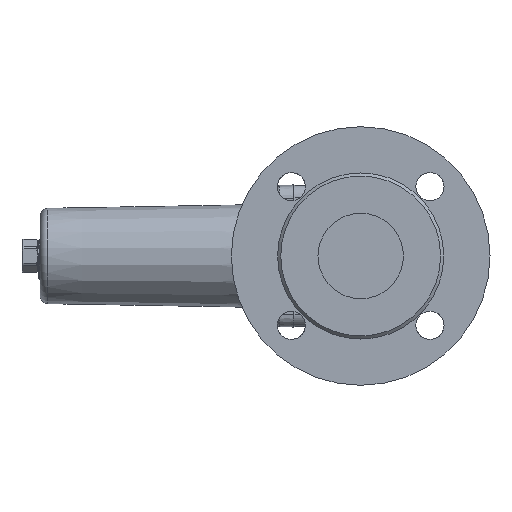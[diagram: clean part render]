
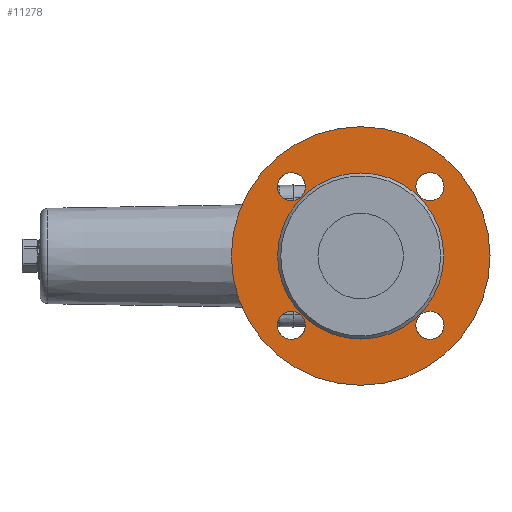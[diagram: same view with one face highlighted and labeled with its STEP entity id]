
A CAD part, left-side view. The second image highlights one B-rep face of the part: STEP entity #11278.
In plain terms, the highlighted planar face has unit normal (-1, 0, 0).
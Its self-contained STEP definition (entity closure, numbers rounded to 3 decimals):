
#357=FACE_BOUND('',#2959,.T.);
#358=FACE_BOUND('',#2960,.T.);
#359=FACE_BOUND('',#2961,.T.);
#360=FACE_BOUND('',#2962,.T.);
#361=FACE_BOUND('',#2963,.T.);
#416=PLANE('',#12072);
#1753=CIRCLE('',#12025,9.);
#1754=CIRCLE('',#12027,9.);
#1755=CIRCLE('',#12029,9.);
#1756=CIRCLE('',#12031,9.);
#1758=CIRCLE('',#12034,82.5);
#1776=CIRCLE('',#12071,53.);
#2227=FACE_OUTER_BOUND('',#2958,.T.);
#2958=EDGE_LOOP('',(#7526));
#2959=EDGE_LOOP('',(#7527));
#2960=EDGE_LOOP('',(#7528));
#2961=EDGE_LOOP('',(#7529));
#2962=EDGE_LOOP('',(#7530));
#2963=EDGE_LOOP('',(#7531));
#4428=VERTEX_POINT('',#18232);
#4431=VERTEX_POINT('',#18276);
#4434=VERTEX_POINT('',#18320);
#4437=VERTEX_POINT('',#18364);
#4442=VERTEX_POINT('',#18411);
#4473=VERTEX_POINT('',#18751);
#5596=EDGE_CURVE('',#4428,#4428,#1753,.T.);
#5600=EDGE_CURVE('',#4431,#4431,#1754,.T.);
#5604=EDGE_CURVE('',#4434,#4434,#1755,.T.);
#5608=EDGE_CURVE('',#4437,#4437,#1756,.T.);
#5614=EDGE_CURVE('',#4442,#4442,#1758,.T.);
#5655=EDGE_CURVE('',#4473,#4473,#1776,.T.);
#7526=ORIENTED_EDGE('',*,*,#5614,.T.);
#7527=ORIENTED_EDGE('',*,*,#5596,.T.);
#7528=ORIENTED_EDGE('',*,*,#5600,.T.);
#7529=ORIENTED_EDGE('',*,*,#5604,.T.);
#7530=ORIENTED_EDGE('',*,*,#5608,.T.);
#7531=ORIENTED_EDGE('',*,*,#5655,.F.);
#11278=ADVANCED_FACE('',(#2227,#357,#358,#359,#360,#361),#416,.F.);
#12025=AXIS2_PLACEMENT_3D('',#18233,#13145,#13146);
#12027=AXIS2_PLACEMENT_3D('',#18277,#13150,#13151);
#12029=AXIS2_PLACEMENT_3D('',#18321,#13155,#13156);
#12031=AXIS2_PLACEMENT_3D('',#18365,#13160,#13161);
#12034=AXIS2_PLACEMENT_3D('',#18413,#13168,#13169);
#12071=AXIS2_PLACEMENT_3D('',#18752,#13247,#13248);
#12072=AXIS2_PLACEMENT_3D('',#18754,#13250,#13251);
#13145=DIRECTION('center_axis',(1.,0.,0.));
#13146=DIRECTION('ref_axis',(0.,1.,0.));
#13150=DIRECTION('center_axis',(1.,0.,0.));
#13151=DIRECTION('ref_axis',(0.,0.,
-1.));
#13155=DIRECTION('center_axis',(1.,0.,0.));
#13156=DIRECTION('ref_axis',(0.,-1.,0.));
#13160=DIRECTION('center_axis',(1.,0.,0.));
#13161=DIRECTION('ref_axis',(0.,0.,
1.));
#13168=DIRECTION('center_axis',(-1.,0.,0.));
#13169=DIRECTION('ref_axis',(0.,0.,
1.));
#13247=DIRECTION('center_axis',(-1.,0.,0.));
#13248=DIRECTION('ref_axis',(0.,0.,
1.));
#13250=DIRECTION('center_axis',(1.,0.,0.));
#13251=DIRECTION('ref_axis',(0.,0.,
-1.));
#18232=CARTESIAN_POINT('',(-113.,35.194,-44.194));
#18233=CARTESIAN_POINT('Origin',(-113.,44.194,-44.194));
#18276=CARTESIAN_POINT('',(-113.,-44.194,-35.194));
#18277=CARTESIAN_POINT('Origin',(-113.,-44.194,-44.194));
#18320=CARTESIAN_POINT('',(-113.,-35.194,44.194));
#18321=CARTESIAN_POINT('Origin',(-113.,-44.194,44.194));
#18364=CARTESIAN_POINT('',(-113.,44.194,35.194));
#18365=CARTESIAN_POINT('Origin',(-113.,44.194,44.194));
#18411=CARTESIAN_POINT('',(-113.,-82.5,0.));
#18413=CARTESIAN_POINT('Origin',(-113.,0.,0.));
#18751=CARTESIAN_POINT('',(-113.,-53.,0.));
#18752=CARTESIAN_POINT('Origin',(-113.,0.,0.));
#18754=CARTESIAN_POINT('Origin',(-113.,82.5,0.));
